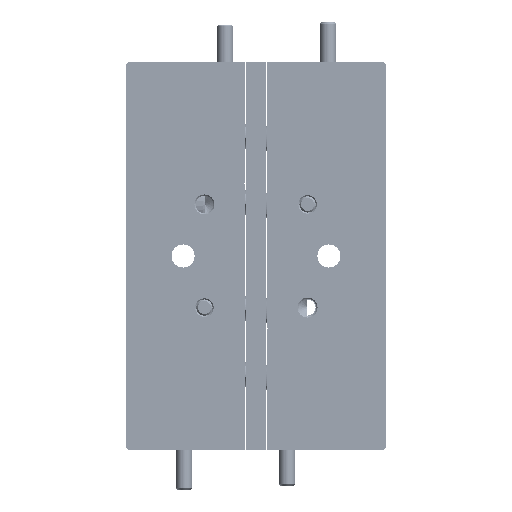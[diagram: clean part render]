
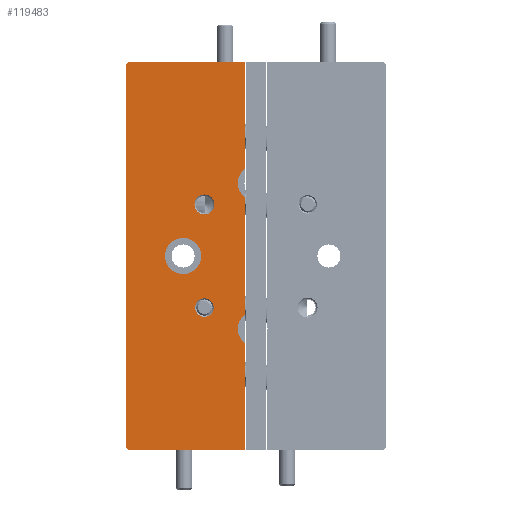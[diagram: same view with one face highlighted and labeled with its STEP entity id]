
A CAD part, left-side view. The second image highlights one B-rep face of the part: STEP entity #119483.
In plain terms, the highlighted planar face has unit normal (-1, 0, 0).
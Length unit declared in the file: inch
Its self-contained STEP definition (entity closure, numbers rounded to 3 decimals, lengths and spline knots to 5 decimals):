
#968 = VERTEX_POINT ( 'NONE', #94830 ) ;
#3011 = DIRECTION ( 'NONE',  ( 0., 0., 1. ) ) ;
#3120 = EDGE_CURVE ( 'NONE', #118920, #968, #18067, .T. ) ;
#3234 = CARTESIAN_POINT ( 'NONE',  ( -5.2, -0.21875, -0.75 ) ) ;
#6772 = DIRECTION ( 'NONE',  ( 0., -1., 0. ) ) ;
#7349 = DIRECTION ( 'NONE',  ( -1., 0., 0. ) ) ;
#8430 = CARTESIAN_POINT ( 'NONE',  ( -5.2, -0.5, -0.46875 ) ) ;
#8535 = CARTESIAN_POINT ( 'NONE',  ( -5.2, -0.21875, -0.82 ) ) ;
#9829 = FACE_BOUND ( 'NONE', #104353, .T. ) ;
#10739 = VERTEX_POINT ( 'NONE', #8535 ) ;
#10905 = VERTEX_POINT ( 'NONE', #75902 ) ;
#11910 = AXIS2_PLACEMENT_3D ( 'NONE', #114237, #48523, #73113 ) ;
#12781 = CARTESIAN_POINT ( 'NONE',  ( -5.2, 0., -0.01 ) ) ;
#13123 = EDGE_CURVE ( 'NONE', #158310, #66801, #150142, .T. ) ;
#14068 = CARTESIAN_POINT ( 'NONE',  ( -5.2, 0., -1.49 ) ) ;
#14093 = ORIENTED_EDGE ( 'NONE', *, *, #67601, .T. ) ;
#14652 = AXIS2_PLACEMENT_3D ( 'NONE', #36365, #60375, #127766 ) ;
#15063 = DIRECTION ( 'NONE',  ( 0., -1., 0. ) ) ;
#15786 = EDGE_CURVE ( 'NONE', #10739, #154417, #118747, .T. ) ;
#16150 = CIRCLE ( 'NONE', #112110, 0.0385 ) ;
#16382 = DIRECTION ( 'NONE',  ( -1., 0., 0. ) ) ;
#18067 = CIRCLE ( 'NONE', #106240, 0.03575 ) ;
#18624 = CARTESIAN_POINT ( 'NONE',  ( -5.2, -0.458, -0.97525 ) ) ;
#23000 = CARTESIAN_POINT ( 'NONE',  ( -5.2, -0.21875, -0.68 ) ) ;
#24102 = LINE ( 'NONE', #37413, #91684 ) ;
#24131 = DIRECTION ( 'NONE',  ( -1., 0., 0. ) ) ;
#25069 = VERTEX_POINT ( 'NONE', #124344 ) ;
#26142 = EDGE_CURVE ( 'NONE', #134993, #152435, #55697, .T. ) ;
#27954 = ORIENTED_EDGE ( 'NONE', *, *, #166104, .F. ) ;
#29299 = EDGE_CURVE ( 'NONE', #81007, #152435, #132959, .T. ) ;
#30473 = AXIS2_PLACEMENT_3D ( 'NONE', #71375, #58810, #122835 ) ;
#31434 = PLANE ( 'NONE',  #30473 ) ;
#34453 = ORIENTED_EDGE ( 'NONE', *, *, #35583, .T. ) ;
#35583 = EDGE_CURVE ( 'NONE', #81007, #10905, #106729, .T. ) ;
#35806 = DIRECTION ( 'NONE',  ( 0., 0., 1. ) ) ;
#36365 = CARTESIAN_POINT ( 'NONE',  ( -5.2, -0.21875, -0.75 ) ) ;
#37413 = CARTESIAN_POINT ( 'NONE',  ( -5.2, -0.458, -1.5 ) ) ;
#39966 = ORIENTED_EDGE ( 'NONE', *, *, #15786, .F. ) ;
#43042 = DIRECTION ( 'NONE',  ( 0., 0.707, -0.707 ) ) ;
#47503 = VERTEX_POINT ( 'NONE', #99951 ) ;
#48523 = DIRECTION ( 'NONE',  ( -1., 0., 0. ) ) ;
#52775 = FACE_BOUND ( 'NONE', #64527, .T. ) ;
#55697 = LINE ( 'NONE', #67047, #115064 ) ;
#56109 = DIRECTION ( 'NONE',  ( -1., 0., 0. ) ) ;
#56389 = CARTESIAN_POINT ( 'NONE',  ( -5.2, -0.458, -1.5 ) ) ;
#56805 = EDGE_CURVE ( 'NONE', #66482, #154566, #84526, .T. ) ;
#56918 = CARTESIAN_POINT ( 'NONE',  ( -5.2, -0.458, 0. ) ) ;
#58810 = DIRECTION ( 'NONE',  ( 1., 0., 0. ) ) ;
#59873 = EDGE_CURVE ( 'NONE', #154417, #10739, #149528, .T. ) ;
#60283 = ORIENTED_EDGE ( 'NONE', *, *, #29299, .F. ) ;
#60375 = DIRECTION ( 'NONE',  ( -1., 0., 0. ) ) ;
#60417 = DIRECTION ( 'NONE',  ( 0., 0., 1. ) ) ;
#61022 = CARTESIAN_POINT ( 'NONE',  ( -5.2, -0.30113, -0.55113 ) ) ;
#62575 = DIRECTION ( 'NONE',  ( 0., 0., 1. ) ) ;
#64345 = VECTOR ( 'NONE', #15063, 39.37008 ) ;
#64527 = EDGE_LOOP ( 'NONE', ( #83714, #27954 ) ) ;
#66482 = VERTEX_POINT ( 'NONE', #18624 ) ;
#66801 = VERTEX_POINT ( 'NONE', #104226 ) ;
#67047 = CARTESIAN_POINT ( 'NONE',  ( -5.2, 0., -0.01 ) ) ;
#67601 = EDGE_CURVE ( 'NONE', #10905, #158310, #113111, .T. ) ;
#69758 = CARTESIAN_POINT ( 'NONE',  ( -5.2, -0.458, -1.5 ) ) ;
#71375 = CARTESIAN_POINT ( 'NONE',  ( -5.2, 0., -1.5 ) ) ;
#72427 = CARTESIAN_POINT ( 'NONE',  ( -5.2, -0.30113, -0.55113 ) ) ;
#72755 = EDGE_LOOP ( 'NONE', ( #133914, #142863, #133745, #145626, #81537, #155063, #97543, #60283, #34453, #14093 ) ) ;
#73113 = DIRECTION ( 'NONE',  ( 0., 0., 1. ) ) ;
#75902 = CARTESIAN_POINT ( 'NONE',  ( -5.2, -0.01, -1.5 ) ) ;
#78463 = EDGE_CURVE ( 'NONE', #66482, #66801, #142401, .T. ) ;
#80754 = LINE ( 'NONE', #160755, #64345 ) ;
#81007 = VERTEX_POINT ( 'NONE', #116419 ) ;
#81537 = ORIENTED_EDGE ( 'NONE', *, *, #119543, .T. ) ;
#82149 = VECTOR ( 'NONE', #91256, 39.37008 ) ;
#83714 = ORIENTED_EDGE ( 'NONE', *, *, #146256, .F. ) ;
#83789 = CARTESIAN_POINT ( 'NONE',  ( -5.2, -0.458, -0.52475 ) ) ;
#84526 = LINE ( 'NONE', #56389, #139738 ) ;
#85631 = DIRECTION ( 'NONE',  ( 0., 0., 1. ) ) ;
#91256 = DIRECTION ( 'NONE',  ( 0., -0.707, -0.707 ) ) ;
#91684 = VECTOR ( 'NONE', #62575, 39.37008 ) ;
#92182 = VECTOR ( 'NONE', #3011, 39.37008 ) ;
#93651 = FACE_OUTER_BOUND ( 'NONE', #72755, .T. ) ;
#94830 = CARTESIAN_POINT ( 'NONE',  ( -5.2, -0.30113, -0.98462 ) ) ;
#96600 = AXIS2_PLACEMENT_3D ( 'NONE', #132725, #56109, #120182 ) ;
#97543 = ORIENTED_EDGE ( 'NONE', *, *, #26142, .T. ) ;
#99813 = DIRECTION ( 'NONE',  ( -1., 0., 0. ) ) ;
#99951 = CARTESIAN_POINT ( 'NONE',  ( -5.2, -0.458, -0.41275 ) ) ;
#103158 = CARTESIAN_POINT ( 'NONE',  ( -5.2, -0.458, -1.5 ) ) ;
#104226 = CARTESIAN_POINT ( 'NONE',  ( -5.2, -0.458, -1.08725 ) ) ;
#104353 = EDGE_LOOP ( 'NONE', ( #162388, #140206 ) ) ;
#106240 = AXIS2_PLACEMENT_3D ( 'NONE', #128113, #24131, #113307 ) ;
#106729 = LINE ( 'NONE', #14068, #82149 ) ;
#108613 = DIRECTION ( 'NONE',  ( 0., 0., 1. ) ) ;
#109242 = CIRCLE ( 'NONE', #96600, 0.03575 ) ;
#111962 = CARTESIAN_POINT ( 'NONE',  ( -5.2, -0.01, 0. ) ) ;
#112110 = AXIS2_PLACEMENT_3D ( 'NONE', #61022, #7349, #85631 ) ;
#113111 = LINE ( 'NONE', #163371, #158109 ) ;
#113307 = DIRECTION ( 'NONE',  ( 0., 0., 1. ) ) ;
#114237 = CARTESIAN_POINT ( 'NONE',  ( -5.2, -0.5, -1.03125 ) ) ;
#115064 = VECTOR ( 'NONE', #43042, 39.37008 ) ;
#115243 = VERTEX_POINT ( 'NONE', #56918 ) ;
#115340 = VECTOR ( 'NONE', #108613, 39.37008 ) ;
#116419 = CARTESIAN_POINT ( 'NONE',  ( -5.2, 0., -1.49 ) ) ;
#118747 = CIRCLE ( 'NONE', #145313, 0.07 ) ;
#118920 = VERTEX_POINT ( 'NONE', #150531 ) ;
#119263 = DIRECTION ( 'NONE',  ( 0., 0., 1. ) ) ;
#119483 = ADVANCED_FACE ( 'NONE', ( #132476, #9829, #52775, #93651 ), #31434, .F. ) ;
#119543 = EDGE_CURVE ( 'NONE', #47503, #115243, #24102, .T. ) ;
#120182 = DIRECTION ( 'NONE',  ( 0., 0., 1. ) ) ;
#120466 = DIRECTION ( 'NONE',  ( 0., 0., 1. ) ) ;
#120721 = CARTESIAN_POINT ( 'NONE',  ( -5.2, 0., -1.5 ) ) ;
#122589 = CARTESIAN_POINT ( 'NONE',  ( -5.2, -0.30113, -0.58963 ) ) ;
#122730 = EDGE_CURVE ( 'NONE', #47503, #154566, #156518, .T. ) ;
#122835 = DIRECTION ( 'NONE',  ( 0., 0., -1. ) ) ;
#123887 = DIRECTION ( 'NONE',  ( -1., 0., 0. ) ) ;
#124344 = CARTESIAN_POINT ( 'NONE',  ( -5.2, -0.30113, -0.51263 ) ) ;
#127766 = DIRECTION ( 'NONE',  ( 0., 0., 1. ) ) ;
#128113 = CARTESIAN_POINT ( 'NONE',  ( -5.2, -0.30113, -0.94887 ) ) ;
#132476 = FACE_BOUND ( 'NONE', #169547, .T. ) ;
#132725 = CARTESIAN_POINT ( 'NONE',  ( -5.2, -0.30113, -0.94887 ) ) ;
#132959 = LINE ( 'NONE', #120721, #92182 ) ;
#133745 = ORIENTED_EDGE ( 'NONE', *, *, #56805, .T. ) ;
#133914 = ORIENTED_EDGE ( 'NONE', *, *, #13123, .T. ) ;
#134993 = VERTEX_POINT ( 'NONE', #111962 ) ;
#136093 = AXIS2_PLACEMENT_3D ( 'NONE', #8430, #99813, #35806 ) ;
#137457 = EDGE_CURVE ( 'NONE', #968, #118920, #109242, .T. ) ;
#137485 = EDGE_CURVE ( 'NONE', #134993, #115243, #80754, .T. ) ;
#139738 = VECTOR ( 'NONE', #120466, 39.37008 ) ;
#140206 = ORIENTED_EDGE ( 'NONE', *, *, #137457, .F. ) ;
#142401 = CIRCLE ( 'NONE', #11910, 0.07 ) ;
#142863 = ORIENTED_EDGE ( 'NONE', *, *, #78463, .F. ) ;
#143150 = VERTEX_POINT ( 'NONE', #122589 ) ;
#145313 = AXIS2_PLACEMENT_3D ( 'NONE', #3234, #16382, #119263 ) ;
#145626 = ORIENTED_EDGE ( 'NONE', *, *, #122730, .F. ) ;
#146256 = EDGE_CURVE ( 'NONE', #25069, #143150, #151708, .T. ) ;
#149528 = CIRCLE ( 'NONE', #14652, 0.07 ) ;
#149764 = AXIS2_PLACEMENT_3D ( 'NONE', #72427, #123887, #60417 ) ;
#150142 = LINE ( 'NONE', #69758, #115340 ) ;
#150531 = CARTESIAN_POINT ( 'NONE',  ( -5.2, -0.30113, -0.91312 ) ) ;
#151708 = CIRCLE ( 'NONE', #149764, 0.0385 ) ;
#152435 = VERTEX_POINT ( 'NONE', #12781 ) ;
#154417 = VERTEX_POINT ( 'NONE', #23000 ) ;
#154566 = VERTEX_POINT ( 'NONE', #83789 ) ;
#155063 = ORIENTED_EDGE ( 'NONE', *, *, #137485, .F. ) ;
#156518 = CIRCLE ( 'NONE', #136093, 0.07 ) ;
#158109 = VECTOR ( 'NONE', #6772, 39.37008 ) ;
#158310 = VERTEX_POINT ( 'NONE', #103158 ) ;
#160755 = CARTESIAN_POINT ( 'NONE',  ( -5.2, 0., 0. ) ) ;
#162388 = ORIENTED_EDGE ( 'NONE', *, *, #3120, .F. ) ;
#163371 = CARTESIAN_POINT ( 'NONE',  ( -5.2, 0., -1.5 ) ) ;
#165119 = ORIENTED_EDGE ( 'NONE', *, *, #59873, .F. ) ;
#166104 = EDGE_CURVE ( 'NONE', #143150, #25069, #16150, .T. ) ;
#169547 = EDGE_LOOP ( 'NONE', ( #165119, #39966 ) ) ;
